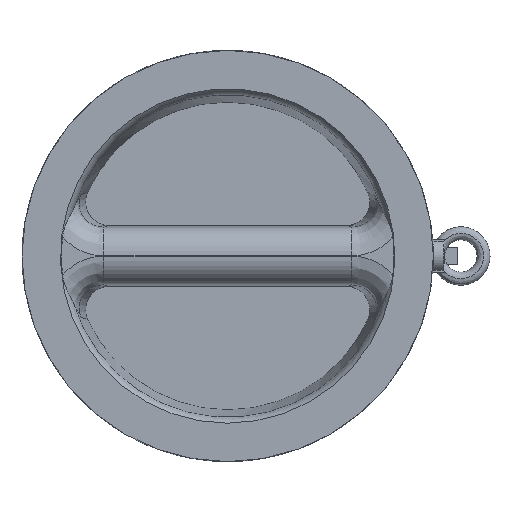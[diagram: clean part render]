
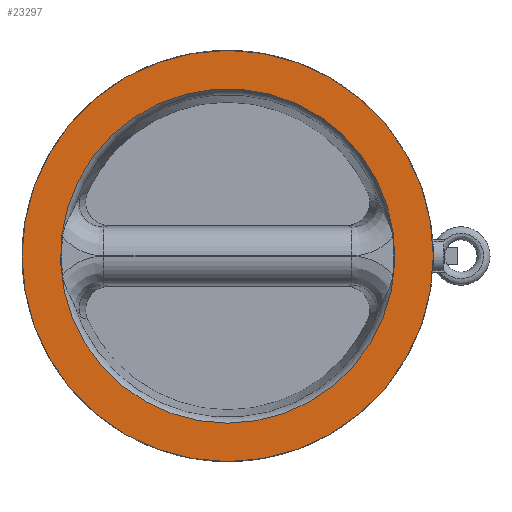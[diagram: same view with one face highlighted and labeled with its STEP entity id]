
A CAD part, front view. The second image highlights one B-rep face of the part: STEP entity #23297.
In plain terms, the highlighted planar face has unit normal (0, -1, 0).
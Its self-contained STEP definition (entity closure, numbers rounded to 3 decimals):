
#22570=CARTESIAN_POINT('',(190.5,6.,0.));
#22571=VERTEX_POINT('',#22570);
#22572=CARTESIAN_POINT('',(0.0,6.,0.0));
#22573=DIRECTION('',(0.0,-1.0,0.0));
#22574=DIRECTION('',(-1.0,0.0,0.0));
#22575=AXIS2_PLACEMENT_3D('',#22572,#22573,#22574);
#22576=CIRCLE('',#22575,190.5);
#22577=EDGE_CURVE('',#22571,#22571,#22576,.T.);
#23278=CARTESIAN_POINT('',(0.0,6.,-125.0));
#23279=DIRECTION('',(0.0,1.0,0.0));
#23280=DIRECTION('',(0.0,0.0,1.0));
#23281=AXIS2_PLACEMENT_3D('',#23278,#23279,#23280);
#23282=PLANE('',#23281);
#23283=ORIENTED_EDGE('',*,*,#22577,.T.);
#23284=EDGE_LOOP('',(#23283));
#23285=FACE_OUTER_BOUND('',#23284,.T.);
#23286=CARTESIAN_POINT('',(0.,6.,-154.873));
#23287=VERTEX_POINT('',#23286);
#23288=CARTESIAN_POINT('',(0.0,6.,0.0));
#23289=DIRECTION('',(0.0,-1.0,0.0));
#23290=DIRECTION('',(0.0,0.0,1.0));
#23291=AXIS2_PLACEMENT_3D('',#23288,#23289,#23290);
#23292=CIRCLE('',#23291,154.873);
#23293=EDGE_CURVE('',#23287,#23287,#23292,.T.);
#23294=ORIENTED_EDGE('',*,*,#23293,.F.);
#23295=EDGE_LOOP('',(#23294));
#23296=FACE_BOUND('',#23295,.T.);
#23297=ADVANCED_FACE('',(#23285,#23296),#23282,.F.);
